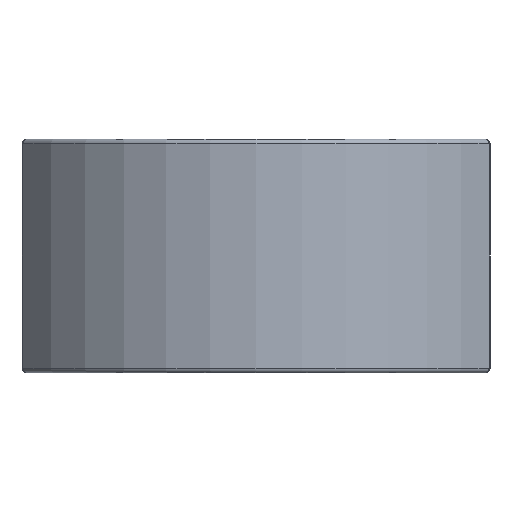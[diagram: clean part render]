
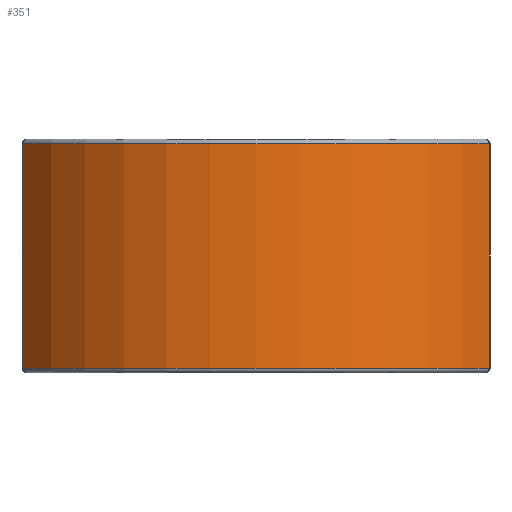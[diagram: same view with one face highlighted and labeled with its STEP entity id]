
A CAD part, front view. The second image highlights one B-rep face of the part: STEP entity #351.
In plain terms, the highlighted cylindrical face has radius 6 mm (diameter 12 mm), a partial arc.
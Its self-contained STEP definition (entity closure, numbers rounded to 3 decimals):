
#148 = CARTESIAN_POINT ( 'NONE',  ( -4.983, -3.342, 0.1 ) ) ;
#155 = CARTESIAN_POINT ( 'NONE',  ( 4.983, -3.342, 4.9 ) ) ;
#164 = DIRECTION ( 'NONE',  ( 0., 0., -1. ) ) ;
#192 = VERTEX_POINT ( 'NONE', #148 ) ;
#195 = DIRECTION ( 'NONE',  ( 0., 0., -1. ) ) ;
#198 = EDGE_LOOP ( 'NONE', ( #1418, #1255, #1548, #1246 ) ) ;
#257 = CARTESIAN_POINT ( 'NONE',  ( -4.983, -3.342, 4.9 ) ) ;
#342 = DIRECTION ( 'NONE',  ( 1., 0., 0. ) ) ;
#351 = ADVANCED_FACE ( 'NONE', ( #1144 ), #746, .T. ) ;
#387 = EDGE_CURVE ( 'NONE', #192, #1658, #1505, .T. ) ;
#449 = CARTESIAN_POINT ( 'NONE',  ( -4.983, -3.342, 5. ) ) ;
#516 = CIRCLE ( 'NONE', #690, 6. ) ;
#616 = EDGE_CURVE ( 'NONE', #893, #192, #1566, .T. ) ;
#690 = AXIS2_PLACEMENT_3D ( 'NONE', #1469, #195, #342 ) ;
#746 = CYLINDRICAL_SURFACE ( 'NONE', #774, 6. ) ;
#747 = CARTESIAN_POINT ( 'NONE',  ( 4.983, -3.342, 5. ) ) ;
#772 = DIRECTION ( 'NONE',  ( -1., 0., 0. ) ) ;
#774 = AXIS2_PLACEMENT_3D ( 'NONE', #881, #164, #772 ) ;
#797 = DIRECTION ( 'NONE',  ( 0., 0., -1. ) ) ;
#881 = CARTESIAN_POINT ( 'NONE',  ( 0., 0., 5. ) ) ;
#893 = VERTEX_POINT ( 'NONE', #257 ) ;
#1032 = DIRECTION ( 'NONE',  ( 1., 0., 0. ) ) ;
#1144 = FACE_OUTER_BOUND ( 'NONE', #198, .T. ) ;
#1246 = ORIENTED_EDGE ( 'NONE', *, *, #1371, .T. ) ;
#1255 = ORIENTED_EDGE ( 'NONE', *, *, #387, .T. ) ;
#1331 = DIRECTION ( 'NONE',  ( 0., 0., 1. ) ) ;
#1371 = EDGE_CURVE ( 'NONE', #1828, #893, #516, .T. ) ;
#1418 = ORIENTED_EDGE ( 'NONE', *, *, #616, .T. ) ;
#1469 = CARTESIAN_POINT ( 'NONE',  ( 0., 0., 4.9 ) ) ;
#1497 = VECTOR ( 'NONE', #1759, 1000. ) ;
#1504 = CARTESIAN_POINT ( 'NONE',  ( 4.983, -3.342, 0.1 ) ) ;
#1505 = CIRCLE ( 'NONE', #1769, 6. ) ;
#1526 = VECTOR ( 'NONE', #797, 1000. ) ;
#1538 = LINE ( 'NONE', #747, #1497 ) ;
#1548 = ORIENTED_EDGE ( 'NONE', *, *, #1724, .T. ) ;
#1566 = LINE ( 'NONE', #449, #1526 ) ;
#1598 = CARTESIAN_POINT ( 'NONE',  ( 0., 0., 0.1 ) ) ;
#1658 = VERTEX_POINT ( 'NONE', #1504 ) ;
#1724 = EDGE_CURVE ( 'NONE', #1658, #1828, #1538, .T. ) ;
#1759 = DIRECTION ( 'NONE',  ( 0., 0., 1. ) ) ;
#1769 = AXIS2_PLACEMENT_3D ( 'NONE', #1598, #1331, #1032 ) ;
#1828 = VERTEX_POINT ( 'NONE', #155 ) ;
